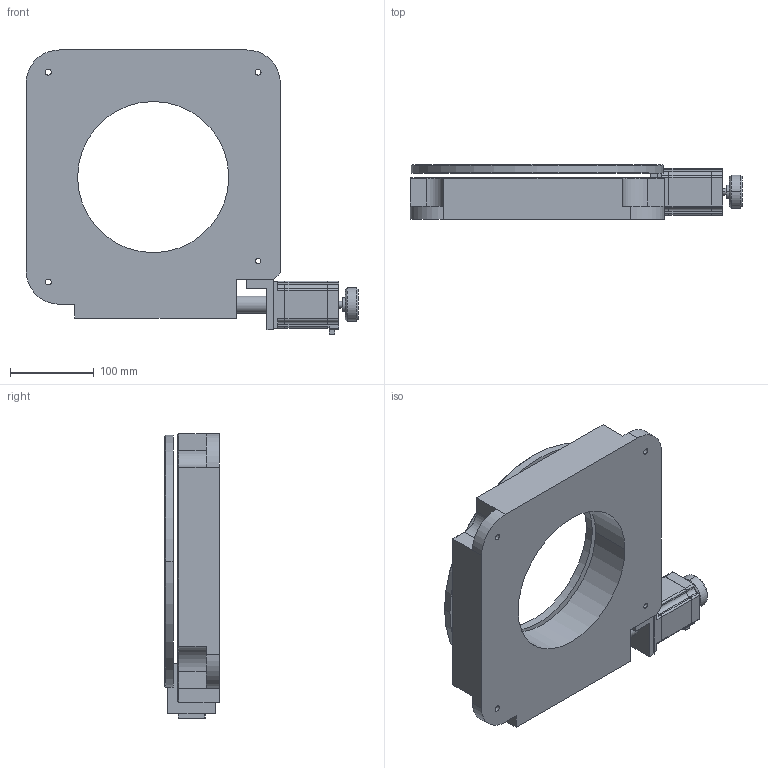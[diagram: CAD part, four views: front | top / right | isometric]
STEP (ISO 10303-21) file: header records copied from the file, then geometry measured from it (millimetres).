
FILE_DESCRIPTION (( 'STEP AP214' ), '1' );
FILE_NAME ('FMSR300.STEP', '2022-12-06T14:14:47', ( '' ), ( '' ), 'SwSTEP 2.0', 'SolidWorks 2017', '' );
FILE_SCHEMA (( 'AUTOMOTIVE_DESIGN' ));
Length unit declared in the file: millimetre
Products named in the file (1): FMSR300
Bounding box: 395.5 x 65 x 338.5 mm (x, y, z)
Volume: 3872049.4 mm3; surface area: 370053.4 mm2
Topology: 3 solids, 3 shells, 325 faces, 874 edges, 573 vertices
Faces by surface type: cylinder 170, plane 143, cone 12
Entity records: 14041 total; most frequent: DIRECTION 1880, CARTESIAN_POINT 1779, ORIENTED_EDGE 1748, EDGE_CURVE 874, AXIS2_PLACEMENT_3D 682, VERTEX_POINT 573, VECTOR 516, LINE 516
